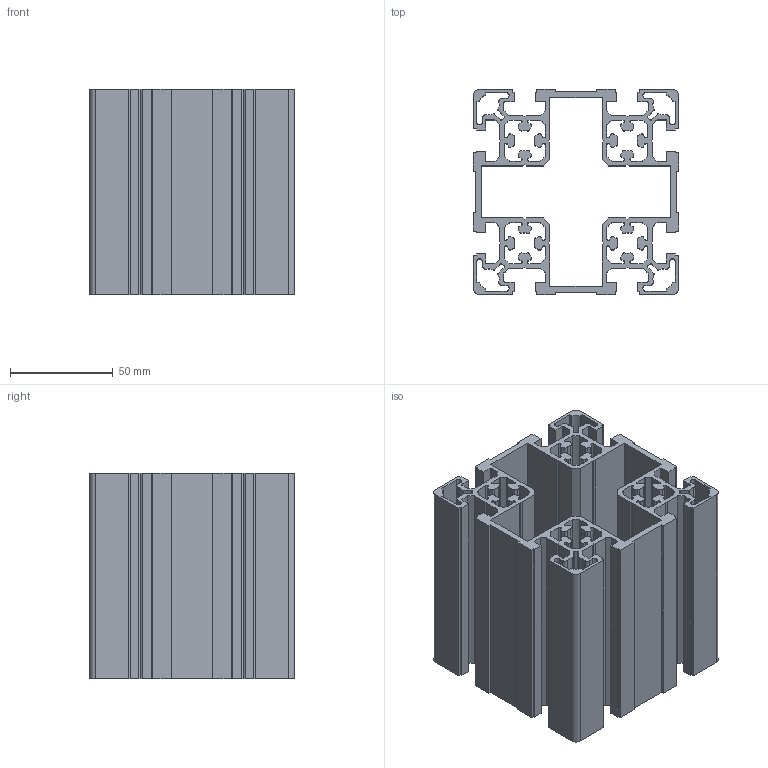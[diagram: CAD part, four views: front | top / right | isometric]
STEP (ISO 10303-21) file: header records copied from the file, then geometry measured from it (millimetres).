
FILE_DESCRIPTION (( 'STEP AP203' ), '1' );
FILE_NAME ('Äåòàëü10.STEP', '2015-06-07T07:01:00', ( 'Advo' ), ( '' ), 'SwSTEP 2.0', 'SolidWorks 2012', '' );
FILE_SCHEMA (( 'CONFIG_CONTROL_DESIGN' ));
Length unit declared in the file: millimetre
Products named in the file (1): 櫻蠉錪10
Bounding box: 100 x 100 x 100 mm (x, y, z)
Volume: 256179.4 mm3; surface area: 193943 mm2
Topology: 1 solids, 1 shells, 600 faces, 1794 edges, 1196 vertices
Faces by surface type: plane 326, cylinder 274
Entity records: 20419 total; most frequent: CARTESIAN_POINT 3591, ORIENTED_EDGE 3588, DIRECTION 3544, EDGE_CURVE 1794, VECTOR 1246, LINE 1246, VERTEX_POINT 1196, AXIS2_PLACEMENT_3D 1149
